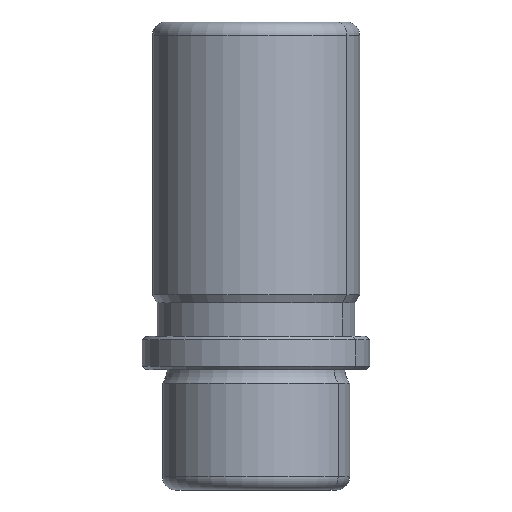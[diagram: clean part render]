
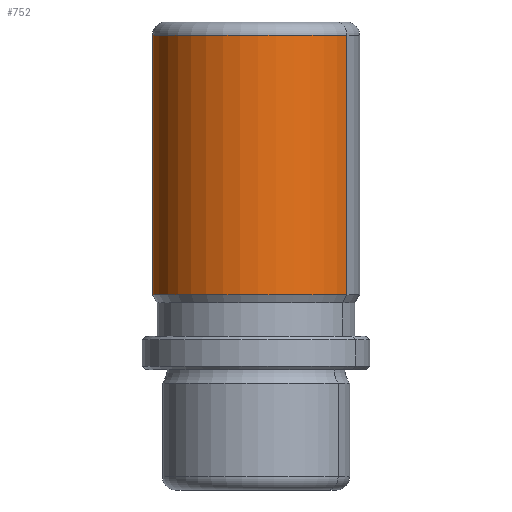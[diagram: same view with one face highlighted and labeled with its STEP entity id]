
A CAD part, front view. The second image highlights one B-rep face of the part: STEP entity #752.
In plain terms, the highlighted cylindrical face has radius 15.5 mm (diameter 31 mm), a partial arc.
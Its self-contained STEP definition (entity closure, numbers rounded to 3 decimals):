
#688=CARTESIAN_POINT('Vertex',(-13.603,7.431,11.212)) ;
#695=CARTESIAN_POINT('Vertex',(13.603,-7.431,11.212)) ;
#710=CARTESIAN_POINT('Axis2P3D Location',(0.,0.,11.212)) ;
#722=CARTESIAN_POINT('Axis2P3D Location',(0.,0.,17.)) ;
#727=CARTESIAN_POINT('Line Origine',(-13.603,7.431,31.606)) ;
#731=CARTESIAN_POINT('Vertex',(-13.603,7.431,50.)) ;
#734=CARTESIAN_POINT('Line Origine',(13.603,-7.431,31.606)) ;
#738=CARTESIAN_POINT('Vertex',(13.603,-7.431,50.)) ;
#741=CARTESIAN_POINT('Axis2P3D Location',(0.,0.,50.)) ;
#711=DIRECTION('Axis2P3D Direction',(-0.,0.,1.)) ;
#723=DIRECTION('Axis2P3D Direction',(0.,0.,-1.)) ;
#724=DIRECTION('Axis2P3D XDirection',(-0.878,0.479,-0.)) ;
#728=DIRECTION('Vector Direction',(0.,0.,-1.)) ;
#735=DIRECTION('Vector Direction',(0.,0.,-1.)) ;
#742=DIRECTION('Axis2P3D Direction',(0.,0.,-1.)) ;
#712=AXIS2_PLACEMENT_3D('Circle Axis2P3D',#710,#711,$) ;
#725=AXIS2_PLACEMENT_3D('Cylinder Axis2P3D',#722,#723,#724) ;
#743=AXIS2_PLACEMENT_3D('Circle Axis2P3D',#741,#742,$) ;
#747=ORIENTED_EDGE('',*,*,#733,.F.) ;
#748=ORIENTED_EDGE('',*,*,#714,.F.) ;
#749=ORIENTED_EDGE('',*,*,#740,.T.) ;
#750=ORIENTED_EDGE('',*,*,#745,.T.) ;
#729=VECTOR('Line Direction',#728,1.) ;
#736=VECTOR('Line Direction',#735,1.) ;
#752=ADVANCED_FACE('PartBody',(#751),#726,.T.) ;
#713=CIRCLE('generated circle',#712,15.5) ;
#744=CIRCLE('generated circle',#743,15.5) ;
#726=CYLINDRICAL_SURFACE('generated cylinder',#725,15.5) ;
#714=EDGE_CURVE('',#696,#689,#713,.F.) ;
#733=EDGE_CURVE('',#689,#732,#730,.F.) ;
#740=EDGE_CURVE('',#696,#739,#737,.F.) ;
#745=EDGE_CURVE('',#739,#732,#744,.T.) ;
#746=EDGE_LOOP('',(#747,#748,#749,#750)) ;
#751=FACE_OUTER_BOUND('',#746,.T.) ;
#730=LINE('Line',#727,#729) ;
#737=LINE('Line',#734,#736) ;
#689=VERTEX_POINT('',#688) ;
#696=VERTEX_POINT('',#695) ;
#732=VERTEX_POINT('',#731) ;
#739=VERTEX_POINT('',#738) ;
